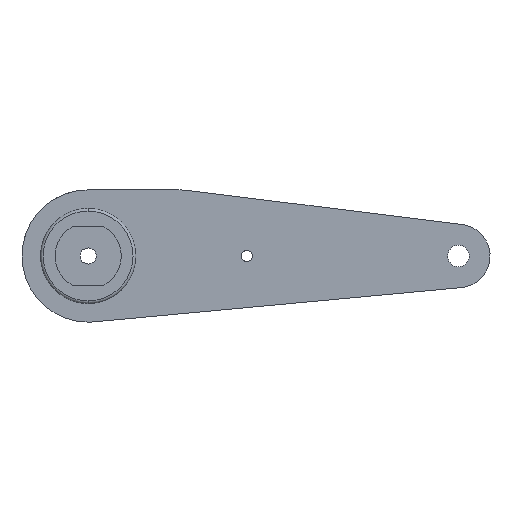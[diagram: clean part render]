
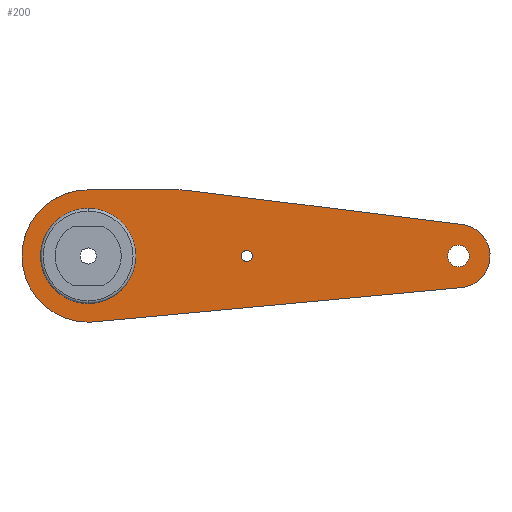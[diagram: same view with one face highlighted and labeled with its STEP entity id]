
A CAD part, front view. The second image highlights one B-rep face of the part: STEP entity #200.
In plain terms, the highlighted planar face has unit normal (0, -1, 0).
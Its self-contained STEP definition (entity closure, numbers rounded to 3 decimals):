
#13 = PLANE ( 'NONE',  #243 ) ;
#18 = CIRCLE ( 'NONE', #187, 25. ) ;
#25 = DIRECTION ( 'NONE',  ( 0., 0., -1. ) ) ;
#32 = EDGE_CURVE ( 'NONE', #599, #94, #771, .T. ) ;
#37 = AXIS2_PLACEMENT_3D ( 'NONE', #81, #763, #783 ) ;
#40 = CIRCLE ( 'NONE', #1036, 25. ) ;
#43 = CARTESIAN_POINT ( 'NONE',  ( 36., 8., 25. ) ) ;
#52 = ORIENTED_EDGE ( 'NONE', *, *, #32, .T. ) ;
#75 = AXIS2_PLACEMENT_3D ( 'NONE', #227, #316, #710 ) ;
#78 = CIRCLE ( 'NONE', #552, 40. ) ;
#81 = CARTESIAN_POINT ( 'NONE',  ( 140., 8., 0. ) ) ;
#94 = VERTEX_POINT ( 'NONE', #1245 ) ;
#108 = VERTEX_POINT ( 'NONE', #186 ) ;
#126 = EDGE_CURVE ( 'NONE', #402, #609, #613, .T. ) ;
#136 = FACE_BOUND ( 'NONE', #1120, .T. ) ;
#138 = CARTESIAN_POINT ( 'NONE',  ( 0., 8., 0. ) ) ;
#143 = VECTOR ( 'NONE', #829, 1000. ) ;
#150 = LINE ( 'NONE', #948, #572 ) ;
#166 = VERTEX_POINT ( 'NONE', #1193 ) ;
#182 = DIRECTION ( 'NONE',  ( 0., 1., 0. ) ) ;
#186 = CARTESIAN_POINT ( 'NONE',  ( 33.527, 8., 25. ) ) ;
#187 = AXIS2_PLACEMENT_3D ( 'NONE', #1175, #597, #617 ) ;
#195 = VERTEX_POINT ( 'NONE', #1008 ) ;
#200 = ADVANCED_FACE ( 'NONE', ( #136, #527, #236, #888 ), #13, .T. ) ;
#204 = CIRCLE ( 'NONE', #1072, 4.1 ) ;
#214 = CARTESIAN_POINT ( 'NONE',  ( 60., 8., 0. ) ) ;
#222 = VERTEX_POINT ( 'NONE', #1211 ) ;
#225 = AXIS2_PLACEMENT_3D ( 'NONE', #524, #437, #256 ) ;
#227 = CARTESIAN_POINT ( 'NONE',  ( 0., 8., 0. ) ) ;
#229 = ORIENTED_EDGE ( 'NONE', *, *, #126, .F. ) ;
#230 = CARTESIAN_POINT ( 'NONE',  ( 33.527, 8., -15. ) ) ;
#236 = FACE_OUTER_BOUND ( 'NONE', #314, .T. ) ;
#243 = AXIS2_PLACEMENT_3D ( 'NONE', #400, #796, #1179 ) ;
#248 = ORIENTED_EDGE ( 'NONE', *, *, #1048, .T. ) ;
#256 = DIRECTION ( 'NONE',  ( 0., 0., 1. ) ) ;
#262 = LINE ( 'NONE', #43, #143 ) ;
#304 = ORIENTED_EDGE ( 'NONE', *, *, #1181, .F. ) ;
#314 = EDGE_LOOP ( 'NONE', ( #304, #248, #413, #659, #905, #52, #1004 ) ) ;
#316 = DIRECTION ( 'NONE',  ( 0., -1., 0. ) ) ;
#325 = DIRECTION ( 'NONE',  ( 0., 0., -1. ) ) ;
#337 = EDGE_CURVE ( 'NONE', #371, #94, #592, .T. ) ;
#355 = VERTEX_POINT ( 'NONE', #1147 ) ;
#370 = EDGE_CURVE ( 'NONE', #355, #1191, #204, .T. ) ;
#371 = VERTEX_POINT ( 'NONE', #1064 ) ;
#382 = VECTOR ( 'NONE', #1061, 1000. ) ;
#396 = CARTESIAN_POINT ( 'NONE',  ( 2.321, 8., -24.892 ) ) ;
#400 = CARTESIAN_POINT ( 'NONE',  ( 0., 8., 0. ) ) ;
#402 = VERTEX_POINT ( 'NONE', #770 ) ;
#412 = CARTESIAN_POINT ( 'NONE',  ( 38.454, 8., 24.695 ) ) ;
#413 = ORIENTED_EDGE ( 'NONE', *, *, #774, .F. ) ;
#430 = VERTEX_POINT ( 'NONE', #580 ) ;
#437 = DIRECTION ( 'NONE',  ( 0., 1., 0. ) ) ;
#441 = ORIENTED_EDGE ( 'NONE', *, *, #1042, .F. ) ;
#450 = DIRECTION ( 'NONE',  ( 0., 0., -1. ) ) ;
#467 = CIRCLE ( 'NONE', #699, 18. ) ;
#510 = DIRECTION ( 'NONE',  ( 0., 0., 1. ) ) ;
#524 = CARTESIAN_POINT ( 'NONE',  ( 140., 8., 0. ) ) ;
#527 = FACE_BOUND ( 'NONE', #798, .T. ) ;
#536 = DIRECTION ( 'NONE',  ( 0., -1., 0. ) ) ;
#552 = AXIS2_PLACEMENT_3D ( 'NONE', #230, #625, #25 ) ;
#572 = VECTOR ( 'NONE', #776, 1000. ) ;
#573 = CARTESIAN_POINT ( 'NONE',  ( 140., 8., 0. ) ) ;
#580 = CARTESIAN_POINT ( 'NONE',  ( 0., 8., 25. ) ) ;
#592 = CIRCLE ( 'NONE', #37, 12. ) ;
#597 = DIRECTION ( 'NONE',  ( 0., -1., 0. ) ) ;
#599 = VERTEX_POINT ( 'NONE', #727 ) ;
#609 = VERTEX_POINT ( 'NONE', #644 ) ;
#613 = CIRCLE ( 'NONE', #75, 18. ) ;
#617 = DIRECTION ( 'NONE',  ( 0., 0., -1. ) ) ;
#625 = DIRECTION ( 'NONE',  ( 0., -1., 0. ) ) ;
#633 = AXIS2_PLACEMENT_3D ( 'NONE', #214, #987, #786 ) ;
#644 = CARTESIAN_POINT ( 'NONE',  ( 0., 8., 18. ) ) ;
#659 = ORIENTED_EDGE ( 'NONE', *, *, #921, .T. ) ;
#699 = AXIS2_PLACEMENT_3D ( 'NONE', #1086, #991, #325 ) ;
#710 = DIRECTION ( 'NONE',  ( 0., 0., -1. ) ) ;
#727 = CARTESIAN_POINT ( 'NONE',  ( 2.321, 8., -24.892 ) ) ;
#763 = DIRECTION ( 'NONE',  ( 0., 1., 0. ) ) ;
#770 = CARTESIAN_POINT ( 'NONE',  ( 0., 8., -18. ) ) ;
#771 = LINE ( 'NONE', #396, #382 ) ;
#774 = EDGE_CURVE ( 'NONE', #430, #108, #150, .T. ) ;
#776 = DIRECTION ( 'NONE',  ( 1., 0., 0. ) ) ;
#783 = DIRECTION ( 'NONE',  ( 0., 0., 1. ) ) ;
#785 = ORIENTED_EDGE ( 'NONE', *, *, #1161, .T. ) ;
#786 = DIRECTION ( 'NONE',  ( 0., 0., 1. ) ) ;
#796 = DIRECTION ( 'NONE',  ( 0., -1., 0. ) ) ;
#797 = AXIS2_PLACEMENT_3D ( 'NONE', #904, #999, #510 ) ;
#798 = EDGE_LOOP ( 'NONE', ( #884, #866 ) ) ;
#829 = DIRECTION ( 'NONE',  ( 0.992, 0., -0.123 ) ) ;
#866 = ORIENTED_EDGE ( 'NONE', *, *, #960, .T. ) ;
#874 = DIRECTION ( 'NONE',  ( 0., 0., 1. ) ) ;
#884 = ORIENTED_EDGE ( 'NONE', *, *, #936, .T. ) ;
#888 = FACE_BOUND ( 'NONE', #1040, .T. ) ;
#904 = CARTESIAN_POINT ( 'NONE',  ( 60., 8., 0. ) ) ;
#905 = ORIENTED_EDGE ( 'NONE', *, *, #1065, .T. ) ;
#921 = EDGE_CURVE ( 'NONE', #430, #222, #18, .T. ) ;
#927 = VERTEX_POINT ( 'NONE', #412 ) ;
#936 = EDGE_CURVE ( 'NONE', #166, #195, #1077, .T. ) ;
#948 = CARTESIAN_POINT ( 'NONE',  ( 0., 8., 25. ) ) ;
#957 = CIRCLE ( 'NONE', #633, 2.1 ) ;
#960 = EDGE_CURVE ( 'NONE', #195, #166, #957, .T. ) ;
#987 = DIRECTION ( 'NONE',  ( 0., 1., 0. ) ) ;
#991 = DIRECTION ( 'NONE',  ( 0., -1., 0. ) ) ;
#999 = DIRECTION ( 'NONE',  ( 0., 1., 0. ) ) ;
#1004 = ORIENTED_EDGE ( 'NONE', *, *, #337, .F. ) ;
#1008 = CARTESIAN_POINT ( 'NONE',  ( 60., 8., 2.1 ) ) ;
#1036 = AXIS2_PLACEMENT_3D ( 'NONE', #138, #536, #450 ) ;
#1040 = EDGE_LOOP ( 'NONE', ( #785, #1127 ) ) ;
#1042 = EDGE_CURVE ( 'NONE', #609, #402, #467, .T. ) ;
#1048 = EDGE_CURVE ( 'NONE', #927, #108, #78, .T. ) ;
#1061 = DIRECTION ( 'NONE',  ( 0.996, 0., 0.093 ) ) ;
#1064 = CARTESIAN_POINT ( 'NONE',  ( 141.478, 8., 11.909 ) ) ;
#1065 = EDGE_CURVE ( 'NONE', #222, #599, #40, .T. ) ;
#1072 = AXIS2_PLACEMENT_3D ( 'NONE', #573, #182, #874 ) ;
#1077 = CIRCLE ( 'NONE', #797, 2.1 ) ;
#1086 = CARTESIAN_POINT ( 'NONE',  ( 0., 8., 0. ) ) ;
#1120 = EDGE_LOOP ( 'NONE', ( #441, #229 ) ) ;
#1127 = ORIENTED_EDGE ( 'NONE', *, *, #370, .T. ) ;
#1128 = CARTESIAN_POINT ( 'NONE',  ( 140., 8., -4.1 ) ) ;
#1136 = CIRCLE ( 'NONE', #225, 4.1 ) ;
#1147 = CARTESIAN_POINT ( 'NONE',  ( 140., 8., 4.1 ) ) ;
#1161 = EDGE_CURVE ( 'NONE', #1191, #355, #1136, .T. ) ;
#1175 = CARTESIAN_POINT ( 'NONE',  ( 0., 8., 0. ) ) ;
#1179 = DIRECTION ( 'NONE',  ( 0., 0., -1. ) ) ;
#1181 = EDGE_CURVE ( 'NONE', #927, #371, #262, .T. ) ;
#1191 = VERTEX_POINT ( 'NONE', #1128 ) ;
#1193 = CARTESIAN_POINT ( 'NONE',  ( 60., 8., -2.1 ) ) ;
#1211 = CARTESIAN_POINT ( 'NONE',  ( 0., 8., -25. ) ) ;
#1245 = CARTESIAN_POINT ( 'NONE',  ( 141.114, 8., -11.948 ) ) ;
